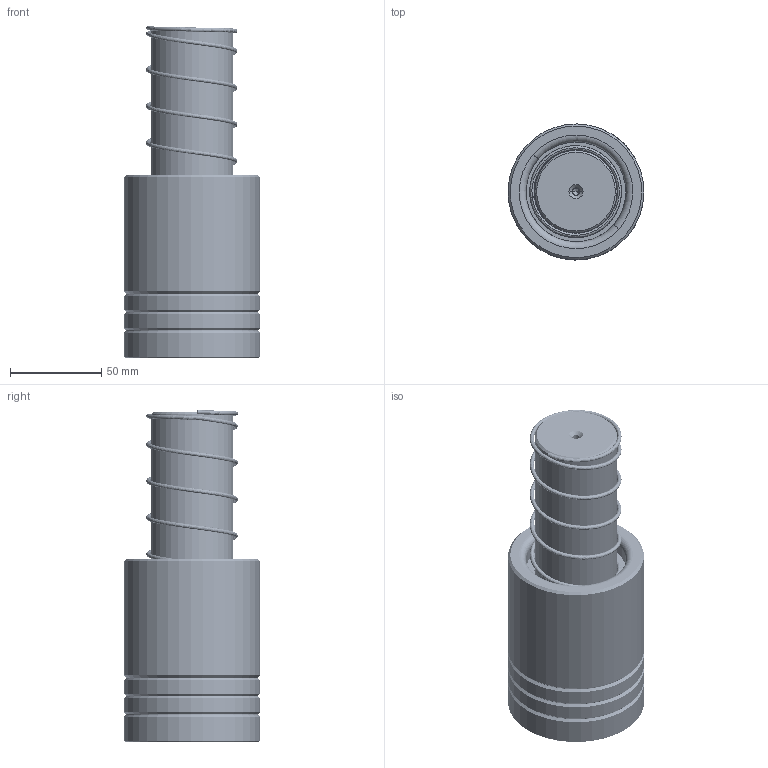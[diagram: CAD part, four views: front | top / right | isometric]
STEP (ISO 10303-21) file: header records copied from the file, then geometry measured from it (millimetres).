
FILE_DESCRIPTION (( 'STEP AP214' ), '1' );
FILE_NAME ('LBSH LBJH-D45-L180£¨BL-100£©.STEP', '2021-08-13T03:56:57', ( '' ), ( '' ), 'SwSTEP 2.0', 'SolidWorks 2016', '' );
FILE_SCHEMA (( 'AUTOMOTIVE_DESIGN' ));
Length unit declared in the file: millimetre
Products named in the file (343): BALL-D5; BSH-D54.5-45.5-L90郪蚾; LBSH LBJH-D45-L180（BL-100）; HWP-D50.1-45.5-L90; BSH-54.5-45.5-L90; DDP-D45-L180; TBB-D74-d55-L100
Assembly tree (338 placements, depth 3):
  BALL-D5
  BALL-D5
  BALL-D5
  BALL-D5
  BALL-D5
Bounding box: 74.29 x 74.29 x 181.33 mm (x, y, z)
Volume: 547746.1 mm3; surface area: 156345.4 mm2
Topology: 334 solids, 334 shells, 1417 faces, 6199 edges, 4122 vertices
Faces by surface type: sphere 1320, cone 28, cylinder 24, torus 16, plane 15, bspline 14
Entity records: 62089 total; most frequent: CARTESIAN_POINT 36361, ORIENTED_EDGE 4460, DIRECTION 3782, EDGE_CURVE 2230, AXIS2_PLACEMENT_3D 1853, VERTEX_POINT 1470, EDGE_LOOP 1412, B_SPLINE_CURVE_WITH_KNOTS 1393
